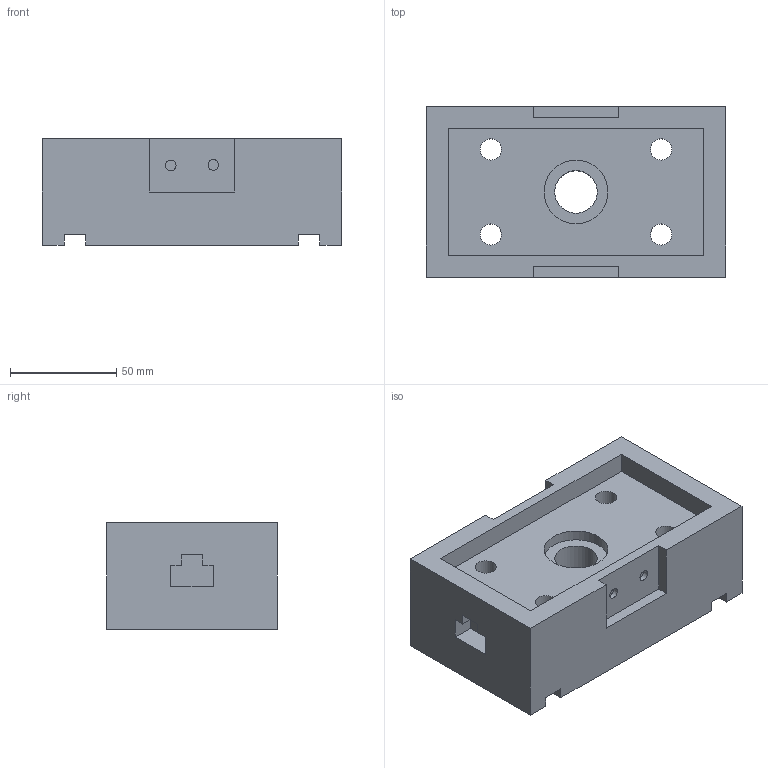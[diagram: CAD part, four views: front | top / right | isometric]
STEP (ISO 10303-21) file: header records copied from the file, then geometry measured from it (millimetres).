
FILE_DESCRIPTION(/* description */ ('Unknown'),/* implementation_level */ '2;1');
FILE_NAME(/* name */ 'Part3',/* time_stamp */ '2025-10-29T18:39:55+01:00',/* author */ ('Unknown'),/* organization */ ('Unknown'),/* preprocessor_version */ 'ST-DEVELOPER v19.4',/* originating_system */ 'Solid Edge',/* authorisation */ 'Unknown');
FILE_SCHEMA (('AUTOMOTIVE_DESIGN {1 0 10303 214 3 1 1}'));
Length unit declared in the file: millimetre
Products named in the file (1): Part3
Bounding box: 140.57 x 80 x 50 mm (x, y, z)
Volume: 441384.7 mm3; surface area: 57931.6 mm2
Topology: 1 solids, 1 shells, 56 faces, 145 edges, 97 vertices
Faces by surface type: plane 48, cylinder 8
Full cylindrical faces by diameter (mm): 5 x2, 10 x4, 20 x1, 30 x1
Entity records: 1694 total; most frequent: CARTESIAN_POINT 289, ORIENTED_EDGE 272, DIRECTION 266, EDGE_CURVE 136, LINE 120, VECTOR 120, VERTEX_POINT 96, EDGE_LOOP 80
